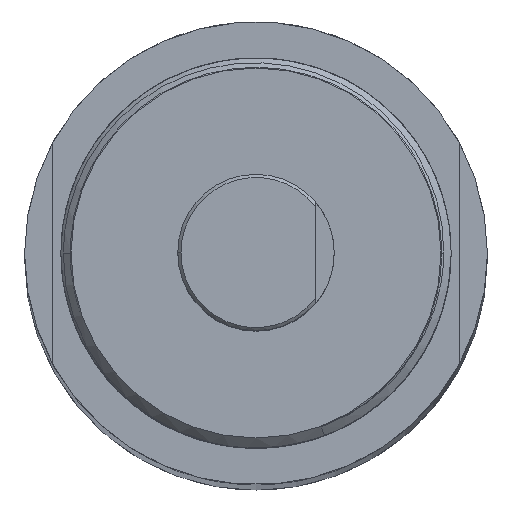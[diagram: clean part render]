
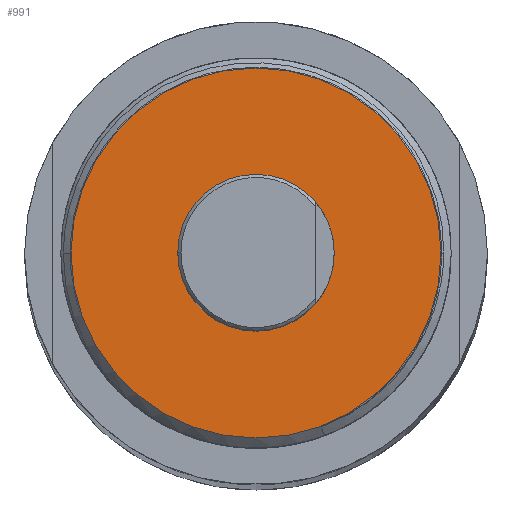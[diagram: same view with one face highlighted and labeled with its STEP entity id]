
A CAD part, top view. The second image highlights one B-rep face of the part: STEP entity #991.
In plain terms, the highlighted planar face has unit normal (0, 0, 1).
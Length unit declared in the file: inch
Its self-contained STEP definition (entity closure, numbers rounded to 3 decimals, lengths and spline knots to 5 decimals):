
#69 = ORIENTED_EDGE ( 'NONE', *, *, #215, .F. ) ;
#152 = VERTEX_POINT ( 'NONE', #1450 ) ;
#154 = EDGE_CURVE ( 'NONE', #155, #152, #1449, .T. ) ;
#155 = VERTEX_POINT ( 'NONE', #1444 ) ;
#213 = VERTEX_POINT ( 'NONE', #1623 ) ;
#215 = EDGE_CURVE ( 'NONE', #213, #216, #1622, .T. ) ;
#216 = VERTEX_POINT ( 'NONE', #1617 ) ;
#969 = ORIENTED_EDGE ( 'NONE', *, *, #970, .F. ) ;
#970 = EDGE_CURVE ( 'NONE', #216, #213, #3555, .T. ) ;
#971 = EDGE_LOOP ( 'NONE', ( #972, #973 ) ) ;
#972 = ORIENTED_EDGE ( 'NONE', *, *, #154, .T. ) ;
#973 = ORIENTED_EDGE ( 'NONE', *, *, #990, .T. ) ;
#990 = EDGE_CURVE ( 'NONE', #152, #155, #3598, .T. ) ;
#991 = ADVANCED_FACE ( 'NONE', ( #3593, #3638 ), #3599, .F. ) ;
#992 = EDGE_LOOP ( 'NONE', ( #69, #969 ) ) ;
#1444 = CARTESIAN_POINT ( 'NONE',  ( -0.125, 0., 0.28 ) ) ;
#1445 = DIRECTION ( 'NONE',  ( -1., 0., 0. ) ) ;
#1446 = DIRECTION ( 'NONE',  ( 0., 0., -1. ) ) ;
#1447 = CARTESIAN_POINT ( 'NONE',  ( 0., 0., 0.28 ) ) ;
#1448 = AXIS2_PLACEMENT_3D ( 'NONE', #1447, #1446, #1445 ) ;
#1449 = CIRCLE ( 'NONE', #1448, 0.125 ) ;
#1450 = CARTESIAN_POINT ( 'NONE',  ( 0.125, 0., 0.28 ) ) ;
#1617 = CARTESIAN_POINT ( 'NONE',  ( 0.29571, 0., 0.28 ) ) ;
#1618 = DIRECTION ( 'NONE',  ( -1., 0., 0. ) ) ;
#1619 = DIRECTION ( 'NONE',  ( 0., 0., -1. ) ) ;
#1620 = CARTESIAN_POINT ( 'NONE',  ( 0., 0., 0.28 ) ) ;
#1621 = AXIS2_PLACEMENT_3D ( 'NONE', #1620, #1619, #1618 ) ;
#1622 = CIRCLE ( 'NONE', #1621, 0.29571 ) ;
#1623 = CARTESIAN_POINT ( 'NONE',  ( -0.29571, 0., 0.28 ) ) ;
#3551 = DIRECTION ( 'NONE',  ( -1., 0., 0. ) ) ;
#3552 = DIRECTION ( 'NONE',  ( 0., 0., -1. ) ) ;
#3553 = CARTESIAN_POINT ( 'NONE',  ( 0., 0., 0.28 ) ) ;
#3554 = AXIS2_PLACEMENT_3D ( 'NONE', #3553, #3552, #3551 ) ;
#3555 = CIRCLE ( 'NONE', #3554, 0.29571 ) ;
#3593 = FACE_OUTER_BOUND ( 'NONE', #992, .T. ) ;
#3594 = DIRECTION ( 'NONE',  ( -1., 0., 0. ) ) ;
#3595 = DIRECTION ( 'NONE',  ( 0., 0., -1. ) ) ;
#3596 = CARTESIAN_POINT ( 'NONE',  ( 0., 0., 0.28 ) ) ;
#3597 = AXIS2_PLACEMENT_3D ( 'NONE', #3596, #3595, #3594 ) ;
#3598 = CIRCLE ( 'NONE', #3597, 0.125 ) ;
#3599 = PLANE ( 'NONE',  #3637 ) ;
#3634 = DIRECTION ( 'NONE',  ( -1., 0., 0. ) ) ;
#3635 = DIRECTION ( 'NONE',  ( 0., 0., -1. ) ) ;
#3636 = CARTESIAN_POINT ( 'NONE',  ( 0.3125, 0., 0.28 ) ) ;
#3637 = AXIS2_PLACEMENT_3D ( 'NONE', #3636, #3635, #3634 ) ;
#3638 = FACE_BOUND ( 'NONE', #971, .T. ) ;
